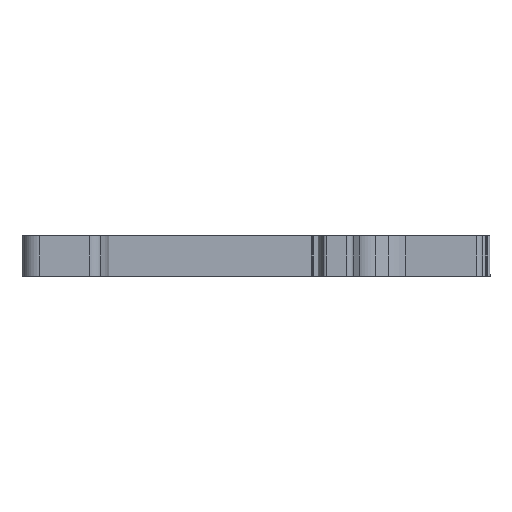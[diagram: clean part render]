
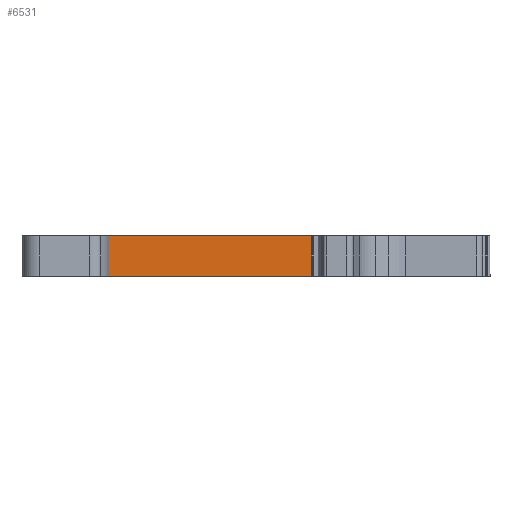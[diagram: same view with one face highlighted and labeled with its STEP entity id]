
A CAD part, front view. The second image highlights one B-rep face of the part: STEP entity #6531.
In plain terms, the highlighted planar face has unit normal (0, -1, 0).
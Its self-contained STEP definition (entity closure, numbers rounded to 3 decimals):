
#1463=DIRECTION('',(-1.,0.,0.));
#1464=VECTOR('',#1463,31.4);
#1465=CARTESIAN_POINT('',(15.1,0.,0.));
#1466=LINE('',#1465,#1464);
#1470=DIRECTION('',(0.,0.,1.));
#1471=VECTOR('',#1470,6.2);
#1472=CARTESIAN_POINT('',(15.1,0.,-6.2));
#1473=LINE('',#1472,#1471);
#2023=DIRECTION('',(-1.,0.,0.));
#2024=VECTOR('',#2023,31.4);
#2025=CARTESIAN_POINT('',(15.1,0.,-6.2));
#2026=LINE('',#2025,#2024);
#3903=DIRECTION('',(0.,0.,1.));
#3904=VECTOR('',#3903,6.2);
#3905=CARTESIAN_POINT('',(-16.3,0.,-6.2));
#3906=LINE('',#3905,#3904);
#4632=CARTESIAN_POINT('',(15.1,0.,0.));
#4633=VERTEX_POINT('',#4632);
#4634=CARTESIAN_POINT('',(-16.3,0.,0.));
#4635=VERTEX_POINT('',#4634);
#5022=CARTESIAN_POINT('',(-16.3,0.,-6.2));
#5023=VERTEX_POINT('',#5022);
#5024=CARTESIAN_POINT('',(15.1,0.,-6.2));
#5025=VERTEX_POINT('',#5024);
#6518=CARTESIAN_POINT('',(17.5,0.,0.));
#6519=DIRECTION('',(0.,1.,0.));
#6520=DIRECTION('',(1.,0.,0.));
#6521=AXIS2_PLACEMENT_3D('',#6518,#6519,#6520);
#6522=PLANE('',#6521);
#6524=ORIENTED_EDGE('',*,*,#6523,.T.);
#6526=ORIENTED_EDGE('',*,*,#6525,.T.);
#6527=ORIENTED_EDGE('',*,*,#5455,.F.);
#6528=ORIENTED_EDGE('',*,*,#6502,.F.);
#6529=EDGE_LOOP('',(#6524,#6526,#6527,#6528));
#6530=FACE_OUTER_BOUND('',#6529,.F.);
#5455=EDGE_CURVE('',#4633,#4635,#1466,.T.);
#6502=EDGE_CURVE('',#5025,#4633,#1473,.T.);
#6523=EDGE_CURVE('',#5025,#5023,#2026,.T.);
#6525=EDGE_CURVE('',#5023,#4635,#3906,.T.);
#6531=ADVANCED_FACE('',(#6530),#6522,.F.);
